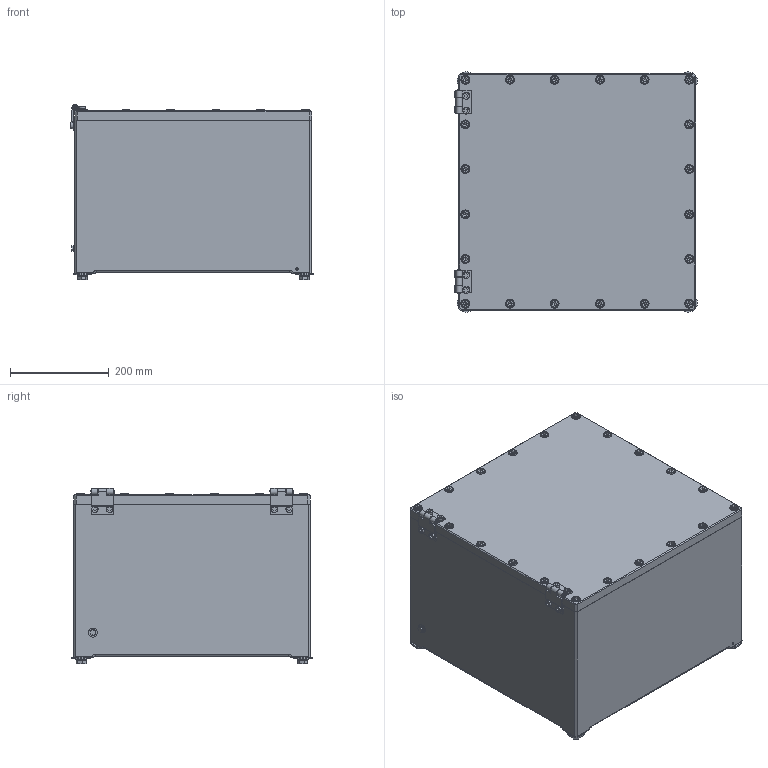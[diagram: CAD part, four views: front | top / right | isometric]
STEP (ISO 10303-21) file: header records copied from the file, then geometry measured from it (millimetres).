
FILE_DESCRIPTION (( 'STEP AP203' ), '1' );
FILE_NAME ('8264-_335-3__0-ap203.STEP', '2012-10-13T07:58:35', ( '' ), ( '' ), 'SwSTEP 2.0', 'SolidWorks 2012', '' );
FILE_SCHEMA (( 'CONFIG_CONTROL_DESIGN' ));
Products named in the file (17): 82_649_60_05_3; 82_649_15_04_6_82_649_45_04_3; 82_649_03_55_0_NEC; 506_761_0; 82_640_01_26_0_Teil_3; 500_663_0_M 8 x 16; 506_712_0; 502_606_0_Vereinfacht M10 x 30; 82_640_01_26_0_Teil_2; 502_077_0; 82_640_01_26_0_Teil_1; 506_228_0; 8264-_335-3__0-ap203; 500_635_0_Vereinfacht; 506_548_0; 506_886_0; 502_812_0_Vereinfacht
Assembly tree (60 placements, depth 2):
  8264-_335-3__0-ap203
    82_649_15_04_6_82_649_45_04_3
    82_649_60_05_3
    82_649_03_55_0_NEC
    506_228_0  x4
    502_077_0  x4
    502_606_0_Vereinfacht M10 x 30  x20
    82_640_01_26_0_Teil_1  x2
    82_640_01_26_0_Teil_2  x2
    82_640_01_26_0_Teil_3  x2
    500_663_0_M 8 x 16  x8
    506_712_0  x4
    506_761_0  x4
    500_635_0_Vereinfacht  x4
    506_886_0
    506_548_0
    502_812_0_Vereinfacht
Bounding box: 492.03 x 486.86 x 355.1 mm (x, y, z)
Volume: 20403153.9 mm3; surface area: 2614941.5 mm2
Topology: 60 solids, 60 shells, 2644 faces, 6123 edges, 3594 vertices
Faces by surface type: cylinder 919, plane 869, bspline 324, torus 242, cone 230, sphere 60
Entity records: 65161 total; most frequent: CARTESIAN_POINT 26187, ORIENTED_EDGE 7792, DIRECTION 7350, EDGE_CURVE 3896, AXIS2_PLACEMENT_3D 2860, VERTEX_POINT 2329, EDGE_LOOP 1813, ADVANCED_FACE 1675
